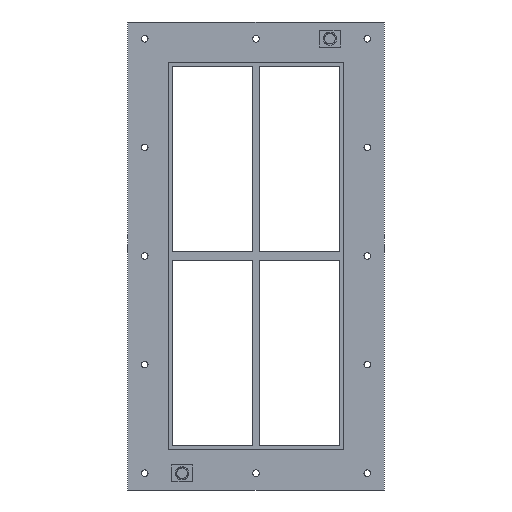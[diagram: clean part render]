
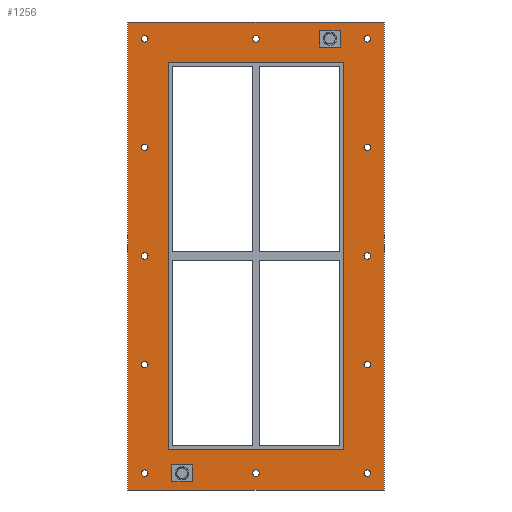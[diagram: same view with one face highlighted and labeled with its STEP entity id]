
A CAD part, front view. The second image highlights one B-rep face of the part: STEP entity #1256.
In plain terms, the highlighted planar face has unit normal (0, -1, 0).
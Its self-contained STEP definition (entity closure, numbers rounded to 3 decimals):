
#84=CARTESIAN_POINT('',(-161.5,0.0,-325.0));
#85=VERTEX_POINT('',#84);
#86=CARTESIAN_POINT('',(-166.5,0.0,-325.0));
#87=DIRECTION('',(0.0,1.0,0.0));
#88=DIRECTION('',(1.0,0.0,0.0));
#89=AXIS2_PLACEMENT_3D('',#86,#87,#88);
#90=CIRCLE('',#89,5.0);
#91=EDGE_CURVE('',#85,#85,#90,.T.);
#112=CARTESIAN_POINT('',(171.5,0.0,-162.5));
#113=VERTEX_POINT('',#112);
#114=CARTESIAN_POINT('',(166.5,0.0,-162.5));
#115=DIRECTION('',(0.0,1.0,0.0));
#116=DIRECTION('',(1.0,0.0,0.0));
#117=AXIS2_PLACEMENT_3D('',#114,#115,#116);
#118=CIRCLE('',#117,5.0);
#119=EDGE_CURVE('',#113,#113,#118,.T.);
#140=CARTESIAN_POINT('',(-161.5,0.0,-162.5));
#141=VERTEX_POINT('',#140);
#142=CARTESIAN_POINT('',(-166.5,0.0,-162.5));
#143=DIRECTION('',(0.0,1.0,0.0));
#144=DIRECTION('',(1.0,0.0,0.0));
#145=AXIS2_PLACEMENT_3D('',#142,#143,#144);
#146=CIRCLE('',#145,5.0);
#147=EDGE_CURVE('',#141,#141,#146,.T.);
#168=CARTESIAN_POINT('',(171.5,0.0,0.0));
#169=VERTEX_POINT('',#168);
#170=CARTESIAN_POINT('',(166.5,0.0,0.0));
#171=DIRECTION('',(0.0,1.0,0.0));
#172=DIRECTION('',(1.0,0.0,0.0));
#173=AXIS2_PLACEMENT_3D('',#170,#171,#172);
#174=CIRCLE('',#173,5.0);
#175=EDGE_CURVE('',#169,#169,#174,.T.);
#196=CARTESIAN_POINT('',(-161.5,0.0,0.0));
#197=VERTEX_POINT('',#196);
#198=CARTESIAN_POINT('',(-166.5,0.0,0.0));
#199=DIRECTION('',(0.0,1.0,0.0));
#200=DIRECTION('',(1.0,0.0,0.0));
#201=AXIS2_PLACEMENT_3D('',#198,#199,#200);
#202=CIRCLE('',#201,5.0);
#203=EDGE_CURVE('',#197,#197,#202,.T.);
#224=CARTESIAN_POINT('',(171.5,0.0,162.5));
#225=VERTEX_POINT('',#224);
#226=CARTESIAN_POINT('',(166.5,0.0,162.5));
#227=DIRECTION('',(0.0,1.0,0.0));
#228=DIRECTION('',(1.0,0.0,0.0));
#229=AXIS2_PLACEMENT_3D('',#226,#227,#228);
#230=CIRCLE('',#229,5.0);
#231=EDGE_CURVE('',#225,#225,#230,.T.);
#252=CARTESIAN_POINT('',(-161.5,0.0,162.5));
#253=VERTEX_POINT('',#252);
#254=CARTESIAN_POINT('',(-166.5,0.0,162.5));
#255=DIRECTION('',(0.0,1.0,0.0));
#256=DIRECTION('',(1.0,0.0,0.0));
#257=AXIS2_PLACEMENT_3D('',#254,#255,#256);
#258=CIRCLE('',#257,5.0);
#259=EDGE_CURVE('',#253,#253,#258,.T.);
#280=CARTESIAN_POINT('',(5.,0.0,325.0));
#281=VERTEX_POINT('',#280);
#282=CARTESIAN_POINT('',(0.,0.0,325.0));
#283=DIRECTION('',(0.0,1.0,0.0));
#284=DIRECTION('',(1.0,0.0,0.0));
#285=AXIS2_PLACEMENT_3D('',#282,#283,#284);
#286=CIRCLE('',#285,5.0);
#287=EDGE_CURVE('',#281,#281,#286,.T.);
#308=CARTESIAN_POINT('',(5.,0.0,-325.0));
#309=VERTEX_POINT('',#308);
#310=CARTESIAN_POINT('',(0.,0.0,-325.0));
#311=DIRECTION('',(0.0,1.0,0.0));
#312=DIRECTION('',(1.0,0.0,0.0));
#313=AXIS2_PLACEMENT_3D('',#310,#311,#312);
#314=CIRCLE('',#313,5.0);
#315=EDGE_CURVE('',#309,#309,#314,.T.);
#336=CARTESIAN_POINT('',(171.5,0.0,-325.0));
#337=VERTEX_POINT('',#336);
#338=CARTESIAN_POINT('',(166.5,0.0,-325.0));
#339=DIRECTION('',(0.0,1.0,0.0));
#340=DIRECTION('',(1.0,0.0,0.0));
#341=AXIS2_PLACEMENT_3D('',#338,#339,#340);
#342=CIRCLE('',#341,5.0);
#343=EDGE_CURVE('',#337,#337,#342,.T.);
#364=CARTESIAN_POINT('',(-161.5,0.0,325.0));
#365=VERTEX_POINT('',#364);
#366=CARTESIAN_POINT('',(-166.5,0.0,325.0));
#367=DIRECTION('',(0.0,1.0,0.0));
#368=DIRECTION('',(1.0,0.0,0.0));
#369=AXIS2_PLACEMENT_3D('',#366,#367,#368);
#370=CIRCLE('',#369,5.0);
#371=EDGE_CURVE('',#365,#365,#370,.T.);
#392=CARTESIAN_POINT('',(171.5,0.0,325.0));
#393=VERTEX_POINT('',#392);
#394=CARTESIAN_POINT('',(166.5,0.0,325.0));
#395=DIRECTION('',(0.0,1.0,0.0));
#396=DIRECTION('',(1.0,0.0,0.0));
#397=AXIS2_PLACEMENT_3D('',#394,#395,#396);
#398=CIRCLE('',#397,5.0);
#399=EDGE_CURVE('',#393,#393,#398,.T.);
#1111=CARTESIAN_POINT('',(0.0,0.0,0.));
#1112=DIRECTION('',(0.0,1.0,0.0));
#1113=DIRECTION('',(0.0,0.0,1.0));
#1114=AXIS2_PLACEMENT_3D('',#1111,#1112,#1113);
#1115=PLANE('',#1114);
#1116=CARTESIAN_POINT('',(-191.5,0.0,350.));
#1117=VERTEX_POINT('',#1116);
#1118=CARTESIAN_POINT('',(191.5,0.0,350.));
#1119=VERTEX_POINT('',#1118);
#1120=CARTESIAN_POINT('',(-191.5,0.0,350.));
#1121=DIRECTION('',(1.0,0.0,0.0));
#1122=VECTOR('',#1121,383.);
#1123=LINE('',#1120,#1122);
#1124=EDGE_CURVE('',#1117,#1119,#1123,.T.);
#1125=ORIENTED_EDGE('',*,*,#1124,.F.);
#1126=CARTESIAN_POINT('',(-191.5,0.0,-350.0));
#1127=VERTEX_POINT('',#1126);
#1128=CARTESIAN_POINT('',(-191.5,0.0,-350.0));
#1129=DIRECTION('',(0.0,0.0,1.0));
#1130=VECTOR('',#1129,700.0);
#1131=LINE('',#1128,#1130);
#1132=EDGE_CURVE('',#1127,#1117,#1131,.T.);
#1133=ORIENTED_EDGE('',*,*,#1132,.F.);
#1134=CARTESIAN_POINT('',(191.5,0.0,-350.0));
#1135=VERTEX_POINT('',#1134);
#1136=CARTESIAN_POINT('',(191.5,0.0,-350.0));
#1137=DIRECTION('',(-1.0,0.0,0.0));
#1138=VECTOR('',#1137,383.);
#1139=LINE('',#1136,#1138);
#1140=EDGE_CURVE('',#1135,#1127,#1139,.T.);
#1141=ORIENTED_EDGE('',*,*,#1140,.F.);
#1142=CARTESIAN_POINT('',(191.5,0.0,350.));
#1143=DIRECTION('',(0.0,0.0,-1.0));
#1144=VECTOR('',#1143,700.0);
#1145=LINE('',#1142,#1144);
#1146=EDGE_CURVE('',#1119,#1135,#1145,.T.);
#1147=ORIENTED_EDGE('',*,*,#1146,.F.);
#1148=EDGE_LOOP('',(#1125,#1133,#1141,#1147));
#1149=FACE_OUTER_BOUND('',#1148,.T.);
#1150=ORIENTED_EDGE('',*,*,#91,.T.);
#1151=EDGE_LOOP('',(#1150));
#1152=FACE_BOUND('',#1151,.T.);
#1153=ORIENTED_EDGE('',*,*,#119,.T.);
#1154=EDGE_LOOP('',(#1153));
#1155=FACE_BOUND('',#1154,.T.);
#1156=ORIENTED_EDGE('',*,*,#147,.T.);
#1157=EDGE_LOOP('',(#1156));
#1158=FACE_BOUND('',#1157,.T.);
#1159=ORIENTED_EDGE('',*,*,#175,.T.);
#1160=EDGE_LOOP('',(#1159));
#1161=FACE_BOUND('',#1160,.T.);
#1162=ORIENTED_EDGE('',*,*,#203,.T.);
#1163=EDGE_LOOP('',(#1162));
#1164=FACE_BOUND('',#1163,.T.);
#1165=ORIENTED_EDGE('',*,*,#231,.T.);
#1166=EDGE_LOOP('',(#1165));
#1167=FACE_BOUND('',#1166,.T.);
#1168=ORIENTED_EDGE('',*,*,#259,.T.);
#1169=EDGE_LOOP('',(#1168));
#1170=FACE_BOUND('',#1169,.T.);
#1171=ORIENTED_EDGE('',*,*,#287,.T.);
#1172=EDGE_LOOP('',(#1171));
#1173=FACE_BOUND('',#1172,.T.);
#1174=ORIENTED_EDGE('',*,*,#315,.T.);
#1175=EDGE_LOOP('',(#1174));
#1176=FACE_BOUND('',#1175,.T.);
#1177=ORIENTED_EDGE('',*,*,#343,.T.);
#1178=EDGE_LOOP('',(#1177));
#1179=FACE_BOUND('',#1178,.T.);
#1180=ORIENTED_EDGE('',*,*,#371,.T.);
#1181=EDGE_LOOP('',(#1180));
#1182=FACE_BOUND('',#1181,.T.);
#1183=ORIENTED_EDGE('',*,*,#399,.T.);
#1184=EDGE_LOOP('',(#1183));
#1185=FACE_BOUND('',#1184,.T.);
#1186=CARTESIAN_POINT('',(-129.5,0.0,290.0));
#1187=VERTEX_POINT('',#1186);
#1188=CARTESIAN_POINT('',(-131.5,0.0,288.));
#1189=VERTEX_POINT('',#1188);
#1190=CARTESIAN_POINT('',(-129.5,0.0,288.));
#1191=DIRECTION('',(0.0,-1.0,0.0));
#1192=DIRECTION('',(-0.707,0.0,0.707));
#1193=AXIS2_PLACEMENT_3D('',#1190,#1191,#1192);
#1194=CIRCLE('',#1193,2.0);
#1195=EDGE_CURVE('',#1187,#1189,#1194,.T.);
#1196=ORIENTED_EDGE('',*,*,#1195,.F.);
#1197=CARTESIAN_POINT('',(129.5,0.0,290.0));
#1198=VERTEX_POINT('',#1197);
#1199=CARTESIAN_POINT('',(129.5,0.0,290.0));
#1200=DIRECTION('',(-1.0,0.0,0.0));
#1201=VECTOR('',#1200,259.0);
#1202=LINE('',#1199,#1201);
#1203=EDGE_CURVE('',#1198,#1187,#1202,.T.);
#1204=ORIENTED_EDGE('',*,*,#1203,.F.);
#1205=CARTESIAN_POINT('',(131.5,0.0,288.0));
#1206=VERTEX_POINT('',#1205);
#1207=CARTESIAN_POINT('',(129.5,0.0,288.0));
#1208=DIRECTION('',(0.0,-1.0,0.0));
#1209=DIRECTION('',(0.707,0.0,0.707));
#1210=AXIS2_PLACEMENT_3D('',#1207,#1208,#1209);
#1211=CIRCLE('',#1210,2.0);
#1212=EDGE_CURVE('',#1206,#1198,#1211,.T.);
#1213=ORIENTED_EDGE('',*,*,#1212,.F.);
#1214=CARTESIAN_POINT('',(131.5,0.0,-288.));
#1215=VERTEX_POINT('',#1214);
#1216=CARTESIAN_POINT('',(131.5,0.0,-288.));
#1217=DIRECTION('',(0.0,0.0,1.0));
#1218=VECTOR('',#1217,576.);
#1219=LINE('',#1216,#1218);
#1220=EDGE_CURVE('',#1215,#1206,#1219,.T.);
#1221=ORIENTED_EDGE('',*,*,#1220,.F.);
#1222=CARTESIAN_POINT('',(129.5,0.0,-290.));
#1223=VERTEX_POINT('',#1222);
#1224=CARTESIAN_POINT('',(129.5,0.0,-288.));
#1225=DIRECTION('',(0.0,-1.0,0.0));
#1226=DIRECTION('',(0.707,0.0,-0.707));
#1227=AXIS2_PLACEMENT_3D('',#1224,#1225,#1226);
#1228=CIRCLE('',#1227,2.0);
#1229=EDGE_CURVE('',#1223,#1215,#1228,.T.);
#1230=ORIENTED_EDGE('',*,*,#1229,.F.);
#1231=CARTESIAN_POINT('',(-129.5,0.0,-290.));
#1232=VERTEX_POINT('',#1231);
#1233=CARTESIAN_POINT('',(-129.5,0.0,-290.));
#1234=DIRECTION('',(1.0,0.0,0.0));
#1235=VECTOR('',#1234,259.0);
#1236=LINE('',#1233,#1235);
#1237=EDGE_CURVE('',#1232,#1223,#1236,.T.);
#1238=ORIENTED_EDGE('',*,*,#1237,.F.);
#1239=CARTESIAN_POINT('',(-131.5,0.0,-288.));
#1240=VERTEX_POINT('',#1239);
#1241=CARTESIAN_POINT('',(-129.5,0.0,-288.));
#1242=DIRECTION('',(0.0,-1.0,0.0));
#1243=DIRECTION('',(-0.707,0.0,-0.707));
#1244=AXIS2_PLACEMENT_3D('',#1241,#1242,#1243);
#1245=CIRCLE('',#1244,2.0);
#1246=EDGE_CURVE('',#1240,#1232,#1245,.T.);
#1247=ORIENTED_EDGE('',*,*,#1246,.F.);
#1248=CARTESIAN_POINT('',(-131.5,0.0,288.));
#1249=DIRECTION('',(0.0,0.0,-1.0));
#1250=VECTOR('',#1249,576.);
#1251=LINE('',#1248,#1250);
#1252=EDGE_CURVE('',#1189,#1240,#1251,.T.);
#1253=ORIENTED_EDGE('',*,*,#1252,.F.);
#1254=EDGE_LOOP('',(#1196,#1204,#1213,#1221,#1230,#1238,#1247,#1253));
#1255=FACE_BOUND('',#1254,.T.);
#1256=ADVANCED_FACE('',(#1149,#1152,#1155,#1158,#1161,#1164,#1167,#1170,#1173,#1176,#1179,#1182,#1185,#1255),#1115,.F.);
